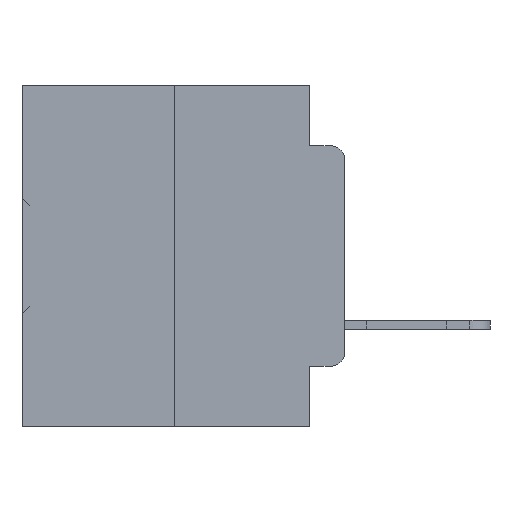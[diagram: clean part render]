
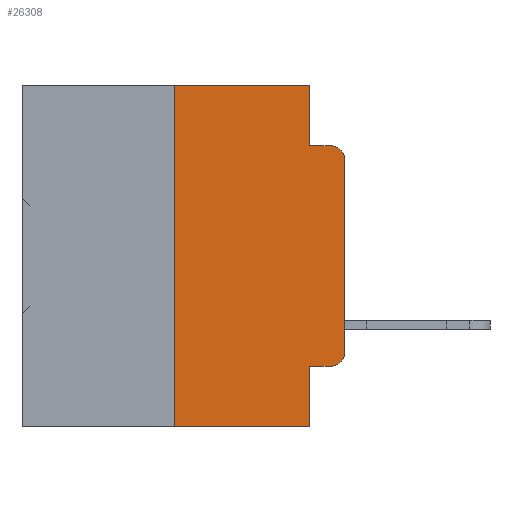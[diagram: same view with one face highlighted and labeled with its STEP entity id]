
A CAD part, left-side view. The second image highlights one B-rep face of the part: STEP entity #26308.
In plain terms, the highlighted planar face has unit normal (-1, 0, 0).
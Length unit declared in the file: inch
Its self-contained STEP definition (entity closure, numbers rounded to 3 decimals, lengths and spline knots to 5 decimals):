
#33 = VERTEX_POINT ( 'NONE', #12947 ) ;
#249 = LINE ( 'NONE', #9481, #5833 ) ;
#676 = EDGE_CURVE ( 'NONE', #1147, #12221, #20166, .T. ) ;
#816 = CARTESIAN_POINT ( 'NONE',  ( 0., 0.473, -0.5 ) ) ;
#1032 = VERTEX_POINT ( 'NONE', #32167 ) ;
#1147 = VERTEX_POINT ( 'NONE', #36905 ) ;
#1585 = VECTOR ( 'NONE', #27912, 39.37008 ) ;
#3045 = DIRECTION ( 'NONE',  ( -1., 0., 0. ) ) ;
#3536 = EDGE_CURVE ( 'NONE', #19405, #3906, #10337, .T. ) ;
#3906 = VERTEX_POINT ( 'NONE', #17467 ) ;
#4100 = DIRECTION ( 'NONE',  ( 0., -1., 0. ) ) ;
#4548 = DIRECTION ( 'NONE',  ( 0., -1., 0. ) ) ;
#4784 = LINE ( 'NONE', #816, #12076 ) ;
#4874 = CARTESIAN_POINT ( 'NONE',  ( 0., 0.051, 0. ) ) ;
#5373 = LINE ( 'NONE', #23049, #35405 ) ;
#5525 = DIRECTION ( 'NONE',  ( 0., 0., -1. ) ) ;
#5833 = VECTOR ( 'NONE', #21670, 39.37008 ) ;
#6093 = DIRECTION ( 'NONE',  ( -1., 0., 0. ) ) ;
#6271 = CARTESIAN_POINT ( 'NONE',  ( 0., 0.02, -0.0885 ) ) ;
#7094 = ORIENTED_EDGE ( 'NONE', *, *, #3536, .T. ) ;
#7132 = ORIENTED_EDGE ( 'NONE', *, *, #24380, .T. ) ;
#7197 = ORIENTED_EDGE ( 'NONE', *, *, #22285, .F. ) ;
#7201 = CARTESIAN_POINT ( 'NONE',  ( 0., 0.25, 0. ) ) ;
#7578 = ORIENTED_EDGE ( 'NONE', *, *, #23486, .F. ) ;
#7808 = ORIENTED_EDGE ( 'NONE', *, *, #33696, .F. ) ;
#8125 = ORIENTED_EDGE ( 'NONE', *, *, #8391, .F. ) ;
#8186 = VERTEX_POINT ( 'NONE', #6271 ) ;
#8322 = ORIENTED_EDGE ( 'NONE', *, *, #34878, .T. ) ;
#8391 = EDGE_CURVE ( 'NONE', #34852, #33, #9986, .T. ) ;
#8856 = ORIENTED_EDGE ( 'NONE', *, *, #676, .F. ) ;
#8969 = ORIENTED_EDGE ( 'NONE', *, *, #24488, .T. ) ;
#9336 = ORIENTED_EDGE ( 'NONE', *, *, #26806, .T. ) ;
#9481 = CARTESIAN_POINT ( 'NONE',  ( 0., 0.051, -0.4115 ) ) ;
#9986 = LINE ( 'NONE', #7201, #1585 ) ;
#10119 = EDGE_LOOP ( 'NONE', ( #7094, #7132, #7197, #7578, #7808, #8125, #8322, #8856, #8969, #9336 ) ) ;
#10235 = CARTESIAN_POINT ( 'NONE',  ( 0., 0.051, 0. ) ) ;
#10337 = LINE ( 'NONE', #14990, #17563 ) ;
#11648 = CARTESIAN_POINT ( 'NONE',  ( 0., 0.473, 0. ) ) ;
#11746 = VECTOR ( 'NONE', #13325, 39.37008 ) ;
#12076 = VECTOR ( 'NONE', #4100, 39.37008 ) ;
#12221 = VERTEX_POINT ( 'NONE', #13616 ) ;
#12947 = CARTESIAN_POINT ( 'NONE',  ( 0., 0.25, 0. ) ) ;
#13325 = DIRECTION ( 'NONE',  ( 0., 0., -1. ) ) ;
#13616 = CARTESIAN_POINT ( 'NONE',  ( 0., 0.051, -0.5 ) ) ;
#13988 = CARTESIAN_POINT ( 'NONE',  ( 0., 0.051, 0. ) ) ;
#14260 = DIRECTION ( 'NONE',  ( 0., -1., 0. ) ) ;
#14781 = PLANE ( 'NONE',  #16523 ) ;
#14990 = CARTESIAN_POINT ( 'NONE',  ( 0., 0., 0. ) ) ;
#15042 = DIRECTION ( 'NONE',  ( 0., 0., -1. ) ) ;
#16313 = CARTESIAN_POINT ( 'NONE',  ( 0., 0.25, -0.5 ) ) ;
#16523 = AXIS2_PLACEMENT_3D ( 'NONE', #11648, #23637, #5525 ) ;
#17467 = CARTESIAN_POINT ( 'NONE',  ( 0., 0., -0.1085 ) ) ;
#17563 = VECTOR ( 'NONE', #21693, 39.37008 ) ;
#19252 = VECTOR ( 'NONE', #15042, 39.37008 ) ;
#19405 = VERTEX_POINT ( 'NONE', #33914 ) ;
#20166 = LINE ( 'NONE', #13988, #19252 ) ;
#20410 = VECTOR ( 'NONE', #4548, 39.37008 ) ;
#20987 = FACE_OUTER_BOUND ( 'NONE', #10119, .T. ) ;
#21403 = CARTESIAN_POINT ( 'NONE',  ( 0., 0.02, -0.3915 ) ) ;
#21670 = DIRECTION ( 'NONE',  ( 0., -1., 0. ) ) ;
#21691 = VERTEX_POINT ( 'NONE', #4874 ) ;
#21693 = DIRECTION ( 'NONE',  ( 0., 0., 1. ) ) ;
#22161 = AXIS2_PLACEMENT_3D ( 'NONE', #24135, #6093, #26898 ) ;
#22285 = EDGE_CURVE ( 'NONE', #32170, #8186, #28737, .T. ) ;
#23049 = CARTESIAN_POINT ( 'NONE',  ( 0., 0.473, 0. ) ) ;
#23486 = EDGE_CURVE ( 'NONE', #21691, #32170, #34622, .T. ) ;
#23637 = DIRECTION ( 'NONE',  ( 1., 0., 0. ) ) ;
#24135 = CARTESIAN_POINT ( 'NONE',  ( 0., 0.02, -0.1085 ) ) ;
#24235 = DIRECTION ( 'NONE',  ( 0., 0., -1. ) ) ;
#24380 = EDGE_CURVE ( 'NONE', #3906, #8186, #25496, .T. ) ;
#24488 = EDGE_CURVE ( 'NONE', #1147, #1032, #249, .T. ) ;
#25435 = CARTESIAN_POINT ( 'NONE',  ( 0., 0.051, -0.0885 ) ) ;
#25496 = CIRCLE ( 'NONE', #22161, 0.02 ) ;
#26308 = ADVANCED_FACE ( 'NONE', ( #20987 ), #14781, .F. ) ;
#26806 = EDGE_CURVE ( 'NONE', #1032, #19405, #27058, .T. ) ;
#26898 = DIRECTION ( 'NONE',  ( 0., 0., -1. ) ) ;
#27058 = CIRCLE ( 'NONE', #27344, 0.02 ) ;
#27344 = AXIS2_PLACEMENT_3D ( 'NONE', #21403, #3045, #24235 ) ;
#27912 = DIRECTION ( 'NONE',  ( 0., 0., 1. ) ) ;
#28737 = LINE ( 'NONE', #25435, #20410 ) ;
#30831 = CARTESIAN_POINT ( 'NONE',  ( 0., 0.051, -0.0885 ) ) ;
#32167 = CARTESIAN_POINT ( 'NONE',  ( 0., 0.02, -0.4115 ) ) ;
#32170 = VERTEX_POINT ( 'NONE', #30831 ) ;
#33696 = EDGE_CURVE ( 'NONE', #33, #21691, #5373, .T. ) ;
#33914 = CARTESIAN_POINT ( 'NONE',  ( 0., 0., -0.3915 ) ) ;
#34622 = LINE ( 'NONE', #10235, #11746 ) ;
#34852 = VERTEX_POINT ( 'NONE', #16313 ) ;
#34878 = EDGE_CURVE ( 'NONE', #34852, #12221, #4784, .T. ) ;
#35405 = VECTOR ( 'NONE', #14260, 39.37008 ) ;
#36905 = CARTESIAN_POINT ( 'NONE',  ( 0., 0.051, -0.4115 ) ) ;
